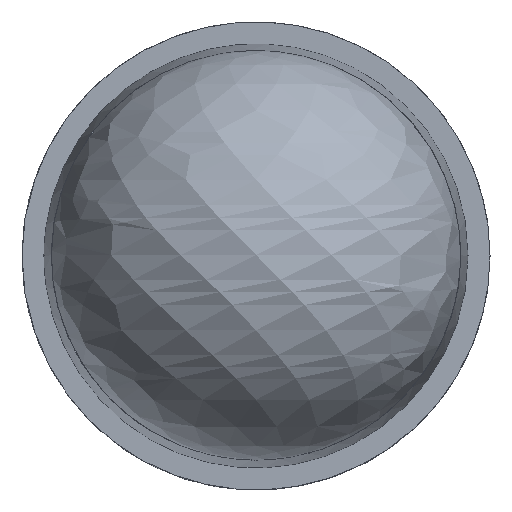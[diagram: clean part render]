
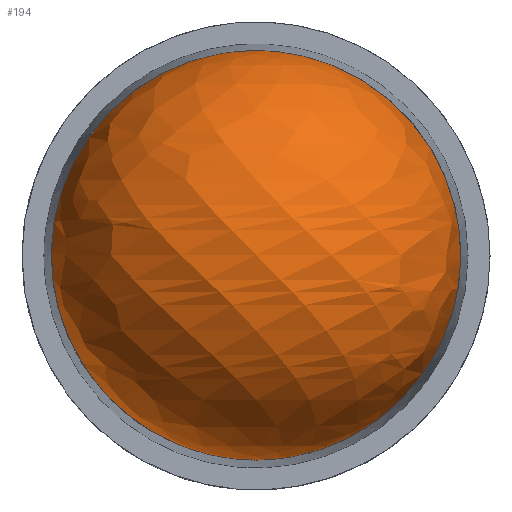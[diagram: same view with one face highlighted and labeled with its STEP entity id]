
A CAD part, top view. The second image highlights one B-rep face of the part: STEP entity #194.
In plain terms, the highlighted free-form (B-spline) face has degree [2, 2] with [9, 5] control points.
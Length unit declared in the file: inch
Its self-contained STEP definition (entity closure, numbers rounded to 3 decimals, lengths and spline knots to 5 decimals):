
#194 = ADVANCED_FACE('',(#195),#217,.T.);
#195 = FACE_BOUND('',#196,.T.);
#196 = EDGE_LOOP('',(#197,#209));
#197 = ORIENTED_EDGE('',*,*,#198,.T.);
#198 = EDGE_CURVE('',#199,#201,#203,.T.);
#199 = VERTEX_POINT('',#200);
#200 = CARTESIAN_POINT('',(0.,0.05512,0.12205));
#201 = VERTEX_POINT('',#202);
#202 = CARTESIAN_POINT('',(0.,-0.05512,0.12205));
#203 = ( BOUNDED_CURVE() B_SPLINE_CURVE(2,(#204,#205,#206,#207,#208),
.UNSPECIFIED.,.F.,.F.) B_SPLINE_CURVE_WITH_KNOTS((3,2,3),(
-2.19911,0.,2.19911),.PIECEWISE_BEZIER_KNOTS.) CURVE() 
GEOMETRIC_REPRESENTATION_ITEM() RATIONAL_B_SPLINE_CURVE((1.,
0.707,1.,0.707,1.)) REPRESENTATION_ITEM('') );
#204 = CARTESIAN_POINT('',(0.,0.05512,0.12205));
#205 = CARTESIAN_POINT('',(-0.05512,0.05512,
    0.12205));
#206 = CARTESIAN_POINT('',(-0.05512,0.,
    0.12205));
#207 = CARTESIAN_POINT('',(-0.05512,-0.05512,
    0.12205));
#208 = CARTESIAN_POINT('',(0.,-0.05512,0.12205));
#209 = ORIENTED_EDGE('',*,*,#210,.T.);
#210 = EDGE_CURVE('',#201,#199,#211,.T.);
#211 = ( BOUNDED_CURVE() B_SPLINE_CURVE(2,(#212,#213,#214,#215,#216),
.UNSPECIFIED.,.F.,.F.) B_SPLINE_CURVE_WITH_KNOTS((3,2,3),(
-2.19911,0.,2.19911),.PIECEWISE_BEZIER_KNOTS.) CURVE() 
GEOMETRIC_REPRESENTATION_ITEM() RATIONAL_B_SPLINE_CURVE((1.,
0.707,1.,0.707,1.)) REPRESENTATION_ITEM('') );
#212 = CARTESIAN_POINT('',(0.,-0.05512,0.12205));
#213 = CARTESIAN_POINT('',(0.05512,-0.05512,
    0.12205));
#214 = CARTESIAN_POINT('',(0.05512,0.,
    0.12205));
#215 = CARTESIAN_POINT('',(0.05512,0.05512,
    0.12205));
#216 = CARTESIAN_POINT('',(0.,0.05512,0.12205));
#217 = ( BOUNDED_SURFACE() B_SPLINE_SURFACE(2,2,(
    (#218,#219,#220,#221,#222)
    ,(#223,#224,#225,#226,#227)
    ,(#228,#229,#230,#231,#232)
    ,(#233,#234,#235,#236,#237)
    ,(#238,#239,#240,#241,#242)
    ,(#243,#244,#245,#246,#247)
    ,(#248,#249,#250,#251,#252)
    ,(#253,#254,#255,#256,#257)
    ,(#258,#259,#260,#261,#262
)),.UNSPECIFIED.,.T.,.F.,.F.) B_SPLINE_SURFACE_WITH_KNOTS((1,2,2,2,2,2,1
    ),(3,2,3),(-2.19911,0.,2.19911,4.39823,
    6.59734,8.79646,10.99557),(-2.19911,0.,
2.19911),.UNSPECIFIED.) GEOMETRIC_REPRESENTATION_ITEM() 
RATIONAL_B_SPLINE_SURFACE((
    (1.,0.707,1.,0.707,1.)
    ,(0.707,0.5,0.707,0.5,0.707)
    ,(1.,0.707,1.,0.707,1.)
    ,(0.707,0.5,0.707,0.5,0.707)
    ,(1.,0.707,1.,0.707,1.)
    ,(0.707,0.5,0.707,0.5,0.707)
    ,(1.,0.707,1.,0.707,1.)
    ,(0.707,0.5,0.707,0.5,0.707)
,(1.,0.707,1.,0.707,1.
))) REPRESENTATION_ITEM('') SURFACE() );
#218 = CARTESIAN_POINT('',(0.,0.05512,0.12205));
#219 = CARTESIAN_POINT('',(0.05512,0.05512,
    0.12205));
#220 = CARTESIAN_POINT('',(0.05512,0.,
    0.12205));
#221 = CARTESIAN_POINT('',(0.05512,-0.05512,
    0.12205));
#222 = CARTESIAN_POINT('',(0.,-0.05512,0.12205));
#223 = CARTESIAN_POINT('',(0.,0.05512,0.12205));
#224 = CARTESIAN_POINT('',(0.05512,0.05512,
    0.17717));
#225 = CARTESIAN_POINT('',(0.05512,0.,
    0.17717));
#226 = CARTESIAN_POINT('',(0.05512,-0.05512,
    0.17717));
#227 = CARTESIAN_POINT('',(0.,-0.05512,0.12205));
#228 = CARTESIAN_POINT('',(0.,0.05512,0.12205));
#229 = CARTESIAN_POINT('',(0.,0.05512,
    0.17717));
#230 = CARTESIAN_POINT('',(0.,0.,
    0.17717));
#231 = CARTESIAN_POINT('',(0.,-0.05512,
    0.17717));
#232 = CARTESIAN_POINT('',(0.,-0.05512,0.12205));
#233 = CARTESIAN_POINT('',(0.,0.05512,0.12205));
#234 = CARTESIAN_POINT('',(-0.05512,0.05512,
    0.17717));
#235 = CARTESIAN_POINT('',(-0.05512,0.,
    0.17717));
#236 = CARTESIAN_POINT('',(-0.05512,-0.05512,
    0.17717));
#237 = CARTESIAN_POINT('',(0.,-0.05512,0.12205));
#238 = CARTESIAN_POINT('',(0.,0.05512,0.12205));
#239 = CARTESIAN_POINT('',(-0.05512,0.05512,
    0.12205));
#240 = CARTESIAN_POINT('',(-0.05512,0.,
    0.12205));
#241 = CARTESIAN_POINT('',(-0.05512,-0.05512,
    0.12205));
#242 = CARTESIAN_POINT('',(0.,-0.05512,0.12205));
#243 = CARTESIAN_POINT('',(0.,0.05512,0.12205));
#244 = CARTESIAN_POINT('',(-0.05512,0.05512,
    0.06693));
#245 = CARTESIAN_POINT('',(-0.05512,0.,
    0.06693));
#246 = CARTESIAN_POINT('',(-0.05512,-0.05512,
    0.06693));
#247 = CARTESIAN_POINT('',(0.,-0.05512,0.12205));
#248 = CARTESIAN_POINT('',(0.,0.05512,0.12205));
#249 = CARTESIAN_POINT('',(0.,0.05512,
    0.06693));
#250 = CARTESIAN_POINT('',(0.,0.,
    0.06693));
#251 = CARTESIAN_POINT('',(0.,-0.05512,
    0.06693));
#252 = CARTESIAN_POINT('',(0.,-0.05512,0.12205));
#253 = CARTESIAN_POINT('',(0.,0.05512,0.12205));
#254 = CARTESIAN_POINT('',(0.05512,0.05512,
    0.06693));
#255 = CARTESIAN_POINT('',(0.05512,0.,
    0.06693));
#256 = CARTESIAN_POINT('',(0.05512,-0.05512,
    0.06693));
#257 = CARTESIAN_POINT('',(0.,-0.05512,0.12205));
#258 = CARTESIAN_POINT('',(0.,0.05512,0.12205));
#259 = CARTESIAN_POINT('',(0.05512,0.05512,
    0.12205));
#260 = CARTESIAN_POINT('',(0.05512,0.,
    0.12205));
#261 = CARTESIAN_POINT('',(0.05512,-0.05512,
    0.12205));
#262 = CARTESIAN_POINT('',(0.,-0.05512,0.12205));
